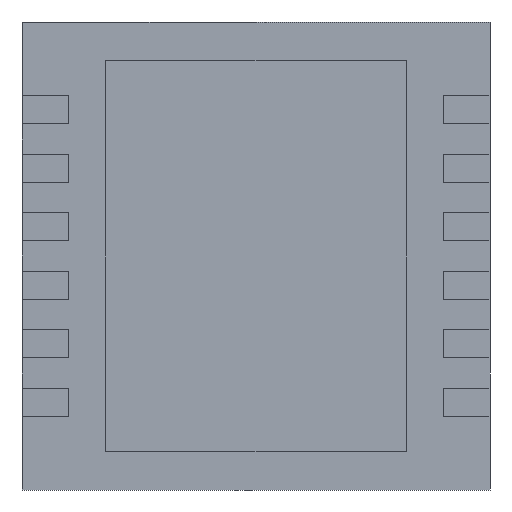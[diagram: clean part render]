
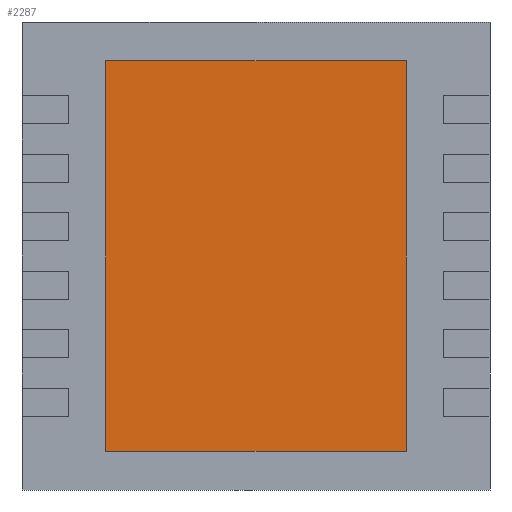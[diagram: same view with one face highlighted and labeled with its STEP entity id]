
A CAD part, front view. The second image highlights one B-rep face of the part: STEP entity #2287.
In plain terms, the highlighted planar face has unit normal (0, -1, 0).
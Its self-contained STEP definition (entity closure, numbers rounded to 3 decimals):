
#4 = DIRECTION ( 'NONE',  ( -1., 0., 0. ) ) ;
#58 = DIRECTION ( 'NONE',  ( 0., 0., 1. ) ) ;
#80 = DIRECTION ( 'NONE',  ( 0., 0., -1. ) ) ;
#287 = VECTOR ( 'NONE', #58, 1000. ) ;
#300 = CARTESIAN_POINT ( 'NONE',  ( 1.285, 0., -1.67 ) ) ;
#315 = ORIENTED_EDGE ( 'NONE', *, *, #1263, .T. ) ;
#450 = LINE ( 'NONE', #1571, #2800 ) ;
#704 = PLANE ( 'NONE',  #2557 ) ;
#716 = DIRECTION ( 'NONE',  ( 0., -1., 0. ) ) ;
#980 = CARTESIAN_POINT ( 'NONE',  ( 0., 0., 0. ) ) ;
#1253 = LINE ( 'NONE', #3492, #287 ) ;
#1263 = EDGE_CURVE ( 'NONE', #2606, #2749, #3096, .T. ) ;
#1285 = CARTESIAN_POINT ( 'NONE',  ( 1.285, 0., 1.67 ) ) ;
#1571 = CARTESIAN_POINT ( 'NONE',  ( -1.285, 0., 1.67 ) ) ;
#1601 = EDGE_LOOP ( 'NONE', ( #315, #3667, #3857, #2922 ) ) ;
#1652 = CARTESIAN_POINT ( 'NONE',  ( 1.285, 0., 1.67 ) ) ;
#1768 = VERTEX_POINT ( 'NONE', #3563 ) ;
#1920 = DIRECTION ( 'NONE',  ( 0., 0., -1. ) ) ;
#1924 = VECTOR ( 'NONE', #4, 1000. ) ;
#2155 = LINE ( 'NONE', #300, #2342 ) ;
#2287 = ADVANCED_FACE ( 'NONE', ( #3228 ), #704, .T. ) ;
#2342 = VECTOR ( 'NONE', #2485, 1000. ) ;
#2382 = VERTEX_POINT ( 'NONE', #3291 ) ;
#2485 = DIRECTION ( 'NONE',  ( 1., 0., 0. ) ) ;
#2557 = AXIS2_PLACEMENT_3D ( 'NONE', #980, #716, #80 ) ;
#2606 = VERTEX_POINT ( 'NONE', #1652 ) ;
#2749 = VERTEX_POINT ( 'NONE', #3362 ) ;
#2800 = VECTOR ( 'NONE', #1920, 1000. ) ;
#2841 = EDGE_CURVE ( 'NONE', #2749, #2382, #450, .T. ) ;
#2922 = ORIENTED_EDGE ( 'NONE', *, *, #4044, .T. ) ;
#3096 = LINE ( 'NONE', #1285, #1924 ) ;
#3228 = FACE_OUTER_BOUND ( 'NONE', #1601, .T. ) ;
#3291 = CARTESIAN_POINT ( 'NONE',  ( -1.285, 0., -1.67 ) ) ;
#3362 = CARTESIAN_POINT ( 'NONE',  ( -1.285, 0., 1.67 ) ) ;
#3492 = CARTESIAN_POINT ( 'NONE',  ( 1.285, 0., 1.67 ) ) ;
#3563 = CARTESIAN_POINT ( 'NONE',  ( 1.285, 0., -1.67 ) ) ;
#3667 = ORIENTED_EDGE ( 'NONE', *, *, #2841, .T. ) ;
#3857 = ORIENTED_EDGE ( 'NONE', *, *, #3929, .T. ) ;
#3929 = EDGE_CURVE ( 'NONE', #2382, #1768, #2155, .T. ) ;
#4044 = EDGE_CURVE ( 'NONE', #1768, #2606, #1253, .T. ) ;
